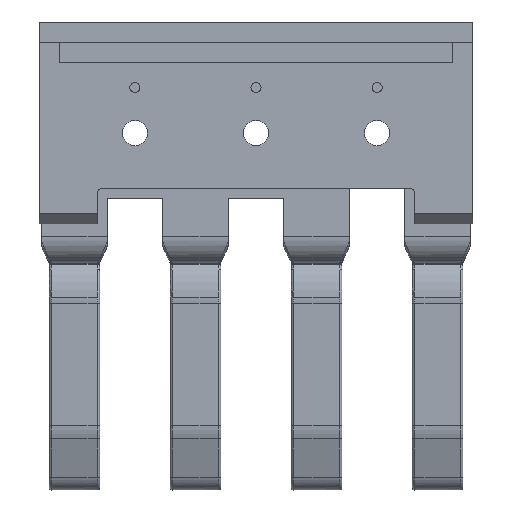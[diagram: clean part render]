
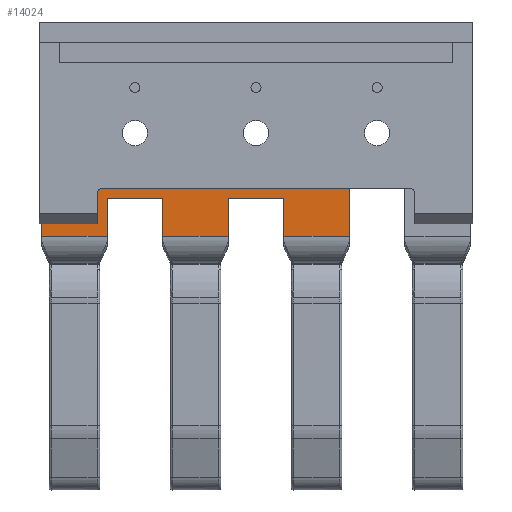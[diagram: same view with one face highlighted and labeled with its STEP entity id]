
A CAD part, top view. The second image highlights one B-rep face of the part: STEP entity #14024.
In plain terms, the highlighted planar face has unit normal (0, 0, 1).
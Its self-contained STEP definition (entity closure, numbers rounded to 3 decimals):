
#17 = CARTESIAN_POINT ( 'NONE',  ( 1.125, 3.206, 0.064 ) ) ;
#68 = DIRECTION ( 'NONE',  ( -1., 0., 0. ) ) ;
#98 = VECTOR ( 'NONE', #10790, 1000. ) ;
#146 = DIRECTION ( 'NONE',  ( 0., 1., 0. ) ) ;
#208 = DIRECTION ( 'NONE',  ( 0., 1., 0. ) ) ;
#280 = ORIENTED_EDGE ( 'NONE', *, *, #4911, .F. ) ;
#308 = ORIENTED_EDGE ( 'NONE', *, *, #10160, .F. ) ;
#364 = EDGE_CURVE ( 'NONE', #2184, #7129, #716, .T. ) ;
#397 = CARTESIAN_POINT ( 'NONE',  ( 10.375, 4.456, 0.064 ) ) ;
#716 = LINE ( 'NONE', #13267, #2953 ) ;
#729 = DIRECTION ( 'NONE',  ( -1., 0., 0. ) ) ;
#767 = VECTOR ( 'NONE', #2037, 1000. ) ;
#798 = ORIENTED_EDGE ( 'NONE', *, *, #12595, .T. ) ;
#979 = AXIS2_PLACEMENT_3D ( 'NONE', #13327, #6743, #146 ) ;
#1025 = VECTOR ( 'NONE', #8482, 1000. ) ;
#1325 = EDGE_CURVE ( 'NONE', #6192, #4091, #10308, .T. ) ;
#1583 = CARTESIAN_POINT ( 'NONE',  ( 7.625, 4.456, 0.064 ) ) ;
#2037 = DIRECTION ( 'NONE',  ( 0., -1., 0. ) ) ;
#2073 = EDGE_CURVE ( 'NONE', #3726, #10165, #4734, .T. ) ;
#2184 = VERTEX_POINT ( 'NONE', #11981 ) ;
#2240 = CARTESIAN_POINT ( 'NONE',  ( 13.625, 2.598, 0.064 ) ) ;
#2260 = DIRECTION ( 'NONE',  ( 0., 0., -1. ) ) ;
#2325 = DIRECTION ( 'NONE',  ( 0., -1., 0. ) ) ;
#2392 = CARTESIAN_POINT ( 'NONE',  ( 10.375, 2.598, 0.064 ) ) ;
#2520 = VERTEX_POINT ( 'NONE', #7421 ) ;
#2902 = CARTESIAN_POINT ( 'NONE',  ( 7.625, 2.598, 0.064 ) ) ;
#2953 = VECTOR ( 'NONE', #68, 1000. ) ;
#3048 = VECTOR ( 'NONE', #7579, 1000. ) ;
#3067 = CARTESIAN_POINT ( 'NONE',  ( 13.625, 6.981, 0.064 ) ) ;
#3068 = CARTESIAN_POINT ( 'NONE',  ( 1.625, 2.598, 0.064 ) ) ;
#3330 = LINE ( 'NONE', #5730, #11455 ) ;
#3392 = DIRECTION ( 'NONE',  ( 0., -1., 0. ) ) ;
#3504 = ORIENTED_EDGE ( 'NONE', *, *, #7962, .T. ) ;
#3701 = DIRECTION ( 'NONE',  ( -1., 0., 0. ) ) ;
#3712 = ORIENTED_EDGE ( 'NONE', *, *, #9622, .T. ) ;
#3723 = LINE ( 'NONE', #8645, #767 ) ;
#3726 = VERTEX_POINT ( 'NONE', #12786 ) ;
#3777 = VECTOR ( 'NONE', #9840, 1000. ) ;
#4091 = VERTEX_POINT ( 'NONE', #2902 ) ;
#4674 = EDGE_CURVE ( 'NONE', #2184, #11303, #8910, .T. ) ;
#4734 = LINE ( 'NONE', #3068, #9555 ) ;
#4793 = ORIENTED_EDGE ( 'NONE', *, *, #5148, .F. ) ;
#4806 = LINE ( 'NONE', #5557, #10337 ) ;
#4911 = EDGE_CURVE ( 'NONE', #11303, #12342, #12328, .T. ) ;
#5072 = ORIENTED_EDGE ( 'NONE', *, *, #1325, .F. ) ;
#5099 = EDGE_CURVE ( 'NONE', #4091, #13709, #8893, .T. ) ;
#5148 = EDGE_CURVE ( 'NONE', #10274, #11569, #5243, .T. ) ;
#5152 = ORIENTED_EDGE ( 'NONE', *, *, #7356, .F. ) ;
#5243 = LINE ( 'NONE', #10684, #7837 ) ;
#5473 = CARTESIAN_POINT ( 'NONE',  ( 1.625, 3.206, 0.064 ) ) ;
#5557 = CARTESIAN_POINT ( 'NONE',  ( 10.375, 6.981, 0.064 ) ) ;
#5611 = VERTEX_POINT ( 'NONE', #17 ) ;
#5645 = CARTESIAN_POINT ( 'NONE',  ( -1.625, 2.598, 0.064 ) ) ;
#5730 = CARTESIAN_POINT ( 'NONE',  ( 11.318, 4.456, 0.064 ) ) ;
#5948 = VECTOR ( 'NONE', #6195, 1000. ) ;
#6192 = VERTEX_POINT ( 'NONE', #1583 ) ;
#6195 = DIRECTION ( 'NONE',  ( -1., 0., 0. ) ) ;
#6678 = CIRCLE ( 'NONE', #979, 0.25 ) ;
#6743 = DIRECTION ( 'NONE',  ( 0., 0., -1. ) ) ;
#7129 = VERTEX_POINT ( 'NONE', #13245 ) ;
#7241 = CARTESIAN_POINT ( 'NONE',  ( 1.625, 4.456, 0.064 ) ) ;
#7356 = EDGE_CURVE ( 'NONE', #7593, #5611, #11521, .T. ) ;
#7388 = CARTESIAN_POINT ( 'NONE',  ( -1.625, 6.981, 0.064 ) ) ;
#7421 = CARTESIAN_POINT ( 'NONE',  ( 1.125, 4.706, 0.064 ) ) ;
#7426 = EDGE_CURVE ( 'NONE', #5611, #2520, #13401, .T. ) ;
#7537 = VECTOR ( 'NONE', #208, 1000. ) ;
#7579 = DIRECTION ( 'NONE',  ( 1., 0., 0. ) ) ;
#7593 = VERTEX_POINT ( 'NONE', #10427 ) ;
#7837 = VECTOR ( 'NONE', #729, 1000. ) ;
#7962 = EDGE_CURVE ( 'NONE', #8149, #12342, #4806, .T. ) ;
#8149 = VERTEX_POINT ( 'NONE', #397 ) ;
#8482 = DIRECTION ( 'NONE',  ( 0., -1., 0. ) ) ;
#8645 = CARTESIAN_POINT ( 'NONE',  ( 1.625, 6.981, 0.064 ) ) ;
#8721 = ORIENTED_EDGE ( 'NONE', *, *, #7426, .F. ) ;
#8737 = CARTESIAN_POINT ( 'NONE',  ( 4.375, 6.981, 0.064 ) ) ;
#8893 = LINE ( 'NONE', #12769, #5948 ) ;
#8910 = LINE ( 'NONE', #3067, #98 ) ;
#9078 = DIRECTION ( 'NONE',  ( -1., 0., 0. ) ) ;
#9145 = AXIS2_PLACEMENT_3D ( 'NONE', #10029, #2260, #12237 ) ;
#9160 = ORIENTED_EDGE ( 'NONE', *, *, #364, .T. ) ;
#9555 = VECTOR ( 'NONE', #12972, 1000. ) ;
#9622 = EDGE_CURVE ( 'NONE', #10274, #13709, #12561, .T. ) ;
#9840 = DIRECTION ( 'NONE',  ( 0., -1., 0. ) ) ;
#9934 = CARTESIAN_POINT ( 'NONE',  ( 4.375, 2.598, 0.064 ) ) ;
#9944 = VECTOR ( 'NONE', #2325, 1000. ) ;
#10029 = CARTESIAN_POINT ( 'NONE',  ( 1.625, 6.981, 0.064 ) ) ;
#10160 = EDGE_CURVE ( 'NONE', #2520, #7129, #6678, .T. ) ;
#10165 = VERTEX_POINT ( 'NONE', #5645 ) ;
#10272 = CARTESIAN_POINT ( 'NONE',  ( 4.375, 4.456, 0.064 ) ) ;
#10274 = VERTEX_POINT ( 'NONE', #10272 ) ;
#10308 = LINE ( 'NONE', #13298, #9944 ) ;
#10326 = CARTESIAN_POINT ( 'NONE',  ( 13.625, 2.598, 0.064 ) ) ;
#10337 = VECTOR ( 'NONE', #3392, 1000. ) ;
#10427 = CARTESIAN_POINT ( 'NONE',  ( -1.625, 3.206, 0.064 ) ) ;
#10620 = ORIENTED_EDGE ( 'NONE', *, *, #2073, .F. ) ;
#10684 = CARTESIAN_POINT ( 'NONE',  ( 11.318, 4.456, 0.064 ) ) ;
#10790 = DIRECTION ( 'NONE',  ( 0., -1., 0. ) ) ;
#11148 = PLANE ( 'NONE',  #9145 ) ;
#11166 = EDGE_CURVE ( 'NONE', #11569, #3726, #3723, .T. ) ;
#11303 = VERTEX_POINT ( 'NONE', #2240 ) ;
#11455 = VECTOR ( 'NONE', #9078, 1000. ) ;
#11521 = LINE ( 'NONE', #5473, #3048 ) ;
#11569 = VERTEX_POINT ( 'NONE', #7241 ) ;
#11633 = VECTOR ( 'NONE', #3701, 1000. ) ;
#11839 = EDGE_CURVE ( 'NONE', #8149, #6192, #3330, .T. ) ;
#11867 = FACE_OUTER_BOUND ( 'NONE', #12015, .T. ) ;
#11937 = ORIENTED_EDGE ( 'NONE', *, *, #11839, .F. ) ;
#11981 = CARTESIAN_POINT ( 'NONE',  ( 13.625, 4.956, 0.064 ) ) ;
#12015 = EDGE_LOOP ( 'NONE', ( #5152, #798, #10620, #12714, #4793, #3712, #13202, #5072, #11937, #3504, #280, #12093, #9160, #308, #8721 ) ) ;
#12093 = ORIENTED_EDGE ( 'NONE', *, *, #4674, .F. ) ;
#12237 = DIRECTION ( 'NONE',  ( 0., 1., 0. ) ) ;
#12328 = LINE ( 'NONE', #10326, #11633 ) ;
#12342 = VERTEX_POINT ( 'NONE', #2392 ) ;
#12561 = LINE ( 'NONE', #8737, #3777 ) ;
#12595 = EDGE_CURVE ( 'NONE', #7593, #10165, #12743, .T. ) ;
#12714 = ORIENTED_EDGE ( 'NONE', *, *, #11166, .F. ) ;
#12743 = LINE ( 'NONE', #7388, #1025 ) ;
#12769 = CARTESIAN_POINT ( 'NONE',  ( 7.625, 2.598, 0.064 ) ) ;
#12786 = CARTESIAN_POINT ( 'NONE',  ( 1.625, 2.598, 0.064 ) ) ;
#12972 = DIRECTION ( 'NONE',  ( -1., 0., 0. ) ) ;
#13202 = ORIENTED_EDGE ( 'NONE', *, *, #5099, .F. ) ;
#13245 = CARTESIAN_POINT ( 'NONE',  ( 1.375, 4.956, 0.064 ) ) ;
#13267 = CARTESIAN_POINT ( 'NONE',  ( 11.318, 4.956, 0.064 ) ) ;
#13298 = CARTESIAN_POINT ( 'NONE',  ( 7.625, 6.981, 0.064 ) ) ;
#13327 = CARTESIAN_POINT ( 'NONE',  ( 1.375, 4.706, 0.064 ) ) ;
#13401 = LINE ( 'NONE', #13406, #7537 ) ;
#13406 = CARTESIAN_POINT ( 'NONE',  ( 1.125, 6.981, 0.064 ) ) ;
#13709 = VERTEX_POINT ( 'NONE', #9934 ) ;
#14024 = ADVANCED_FACE ( 'NONE', ( #11867 ), #11148, .F. ) ;
